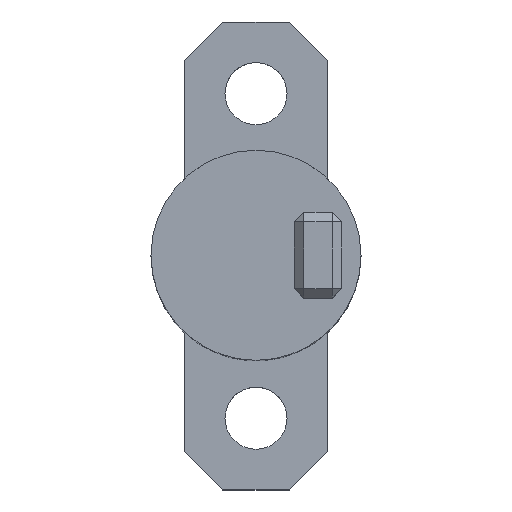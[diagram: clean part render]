
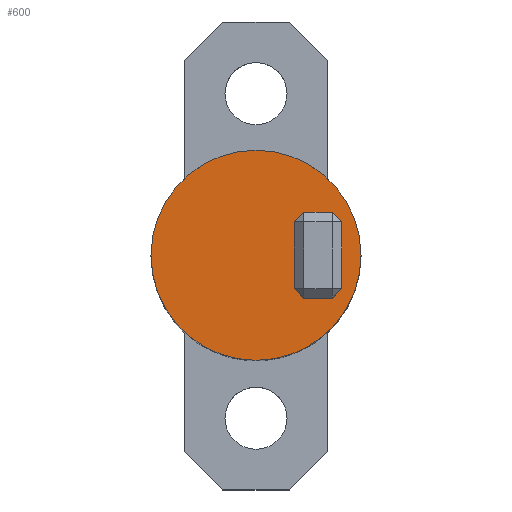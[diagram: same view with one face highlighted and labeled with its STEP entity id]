
A CAD part, top view. The second image highlights one B-rep face of the part: STEP entity #600.
In plain terms, the highlighted planar face has unit normal (0, 0, 1).
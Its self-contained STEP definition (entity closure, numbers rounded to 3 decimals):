
#305=AXIS2_PLACEMENT_3D('Circle Axis2P3D',#303,#304,$) ;
#391=AXIS2_PLACEMENT_3D('Circle Axis2P3D',#389,#390,$) ;
#512=AXIS2_PLACEMENT_3D('Plane Axis2P3D',#509,#510,#511) ;
#303=CARTESIAN_POINT('Axis2P3D Location',(0.,0.,0.)) ;
#307=CARTESIAN_POINT('Vertex',(-11.,0.,0.)) ;
#309=CARTESIAN_POINT('Vertex',(11.,0.,0.)) ;
#389=CARTESIAN_POINT('Axis2P3D Location',(0.,0.,0.)) ;
#509=CARTESIAN_POINT('Axis2P3D Location',(0.,0.,0.)) ;
#518=CARTESIAN_POINT('Line Origine',(8.5,4.,0.)) ;
#522=CARTESIAN_POINT('Vertex',(8.,4.5,0.)) ;
#524=CARTESIAN_POINT('Vertex',(9.,3.5,0.)) ;
#527=CARTESIAN_POINT('Line Origine',(9.,0.,0.)) ;
#531=CARTESIAN_POINT('Vertex',(9.,-3.5,0.)) ;
#534=CARTESIAN_POINT('Line Origine',(8.5,-4.,0.)) ;
#538=CARTESIAN_POINT('Vertex',(8.,-4.5,0.)) ;
#541=CARTESIAN_POINT('Line Origine',(6.935,-4.5,0.)) ;
#545=CARTESIAN_POINT('Vertex',(5.87,-4.5,0.)) ;
#548=CARTESIAN_POINT('Line Origine',(5.435,-4.5,0.)) ;
#552=CARTESIAN_POINT('Vertex',(5.,-4.5,0.)) ;
#555=CARTESIAN_POINT('Line Origine',(4.5,-4.,0.)) ;
#559=CARTESIAN_POINT('Vertex',(4.,-3.5,0.)) ;
#562=CARTESIAN_POINT('Line Origine',(4.,0.,0.)) ;
#566=CARTESIAN_POINT('Vertex',(4.,3.5,0.)) ;
#569=CARTESIAN_POINT('Line Origine',(4.5,4.,0.)) ;
#573=CARTESIAN_POINT('Vertex',(5.,4.5,0.)) ;
#576=CARTESIAN_POINT('Line Origine',(5.435,4.5,0.)) ;
#580=CARTESIAN_POINT('Vertex',(5.87,4.5,0.)) ;
#583=CARTESIAN_POINT('Line Origine',(6.935,4.5,0.)) ;
#304=DIRECTION('Axis2P3D Direction',(0.,0.,-1.)) ;
#390=DIRECTION('Axis2P3D Direction',(0.,0.,-1.)) ;
#510=DIRECTION('Axis2P3D Direction',(0.,0.,1.)) ;
#511=DIRECTION('Axis2P3D XDirection',(1.,0.,0.)) ;
#519=DIRECTION('Vector Direction',(0.707,-0.707,0.)) ;
#528=DIRECTION('Vector Direction',(0.,1.,0.)) ;
#535=DIRECTION('Vector Direction',(-0.707,-0.707,0.)) ;
#542=DIRECTION('Vector Direction',(1.,0.,0.)) ;
#549=DIRECTION('Vector Direction',(1.,0.,0.)) ;
#556=DIRECTION('Vector Direction',(-0.707,0.707,0.)) ;
#563=DIRECTION('Vector Direction',(0.,1.,0.)) ;
#570=DIRECTION('Vector Direction',(-0.707,-0.707,0.)) ;
#577=DIRECTION('Vector Direction',(1.,0.,0.)) ;
#584=DIRECTION('Vector Direction',(1.,0.,0.)) ;
#520=VECTOR('Line Direction',#519,1.) ;
#529=VECTOR('Line Direction',#528,1.) ;
#536=VECTOR('Line Direction',#535,1.) ;
#543=VECTOR('Line Direction',#542,1.) ;
#550=VECTOR('Line Direction',#549,1.) ;
#557=VECTOR('Line Direction',#556,1.) ;
#564=VECTOR('Line Direction',#563,1.) ;
#571=VECTOR('Line Direction',#570,1.) ;
#578=VECTOR('Line Direction',#577,1.) ;
#585=VECTOR('Line Direction',#584,1.) ;
#515=ORIENTED_EDGE('',*,*,#393,.F.) ;
#516=ORIENTED_EDGE('',*,*,#311,.F.) ;
#589=ORIENTED_EDGE('',*,*,#526,.T.) ;
#590=ORIENTED_EDGE('',*,*,#533,.T.) ;
#591=ORIENTED_EDGE('',*,*,#540,.T.) ;
#592=ORIENTED_EDGE('',*,*,#547,.T.) ;
#593=ORIENTED_EDGE('',*,*,#554,.F.) ;
#594=ORIENTED_EDGE('',*,*,#561,.T.) ;
#595=ORIENTED_EDGE('',*,*,#568,.T.) ;
#596=ORIENTED_EDGE('',*,*,#575,.F.) ;
#597=ORIENTED_EDGE('',*,*,#582,.T.) ;
#598=ORIENTED_EDGE('',*,*,#587,.T.) ;
#599=FACE_BOUND('',#588,.T.) ;
#600=ADVANCED_FACE('01_SSR02_\X2\4E38578B30B330A230593063307D3093672C4F53\X0\',(#517,#599),#513,.T.) ;
#306=CIRCLE('generated circle',#305,11.) ;
#392=CIRCLE('generated circle',#391,11.) ;
#311=EDGE_CURVE('',#308,#310,#306,.T.) ;
#393=EDGE_CURVE('',#310,#308,#392,.T.) ;
#526=EDGE_CURVE('',#523,#525,#521,.T.) ;
#533=EDGE_CURVE('',#525,#532,#530,.F.) ;
#540=EDGE_CURVE('',#532,#539,#537,.T.) ;
#547=EDGE_CURVE('',#539,#546,#544,.F.) ;
#554=EDGE_CURVE('',#553,#546,#551,.T.) ;
#561=EDGE_CURVE('',#553,#560,#558,.T.) ;
#568=EDGE_CURVE('',#560,#567,#565,.T.) ;
#575=EDGE_CURVE('',#574,#567,#572,.T.) ;
#582=EDGE_CURVE('',#574,#581,#579,.T.) ;
#587=EDGE_CURVE('',#581,#523,#586,.T.) ;
#514=EDGE_LOOP('',(#515,#516)) ;
#588=EDGE_LOOP('',(#589,#590,#591,#592,#593,#594,#595,#596,#597,#598)) ;
#517=FACE_OUTER_BOUND('',#514,.T.) ;
#521=LINE('Line',#518,#520) ;
#530=LINE('Line',#527,#529) ;
#537=LINE('Line',#534,#536) ;
#544=LINE('Line',#541,#543) ;
#551=LINE('Line',#548,#550) ;
#558=LINE('Line',#555,#557) ;
#565=LINE('Line',#562,#564) ;
#572=LINE('Line',#569,#571) ;
#579=LINE('Line',#576,#578) ;
#586=LINE('Line',#583,#585) ;
#513=PLANE('Plane',#512) ;
#308=VERTEX_POINT('',#307) ;
#310=VERTEX_POINT('',#309) ;
#523=VERTEX_POINT('',#522) ;
#525=VERTEX_POINT('',#524) ;
#532=VERTEX_POINT('',#531) ;
#539=VERTEX_POINT('',#538) ;
#546=VERTEX_POINT('',#545) ;
#553=VERTEX_POINT('',#552) ;
#560=VERTEX_POINT('',#559) ;
#567=VERTEX_POINT('',#566) ;
#574=VERTEX_POINT('',#573) ;
#581=VERTEX_POINT('',#580) ;
